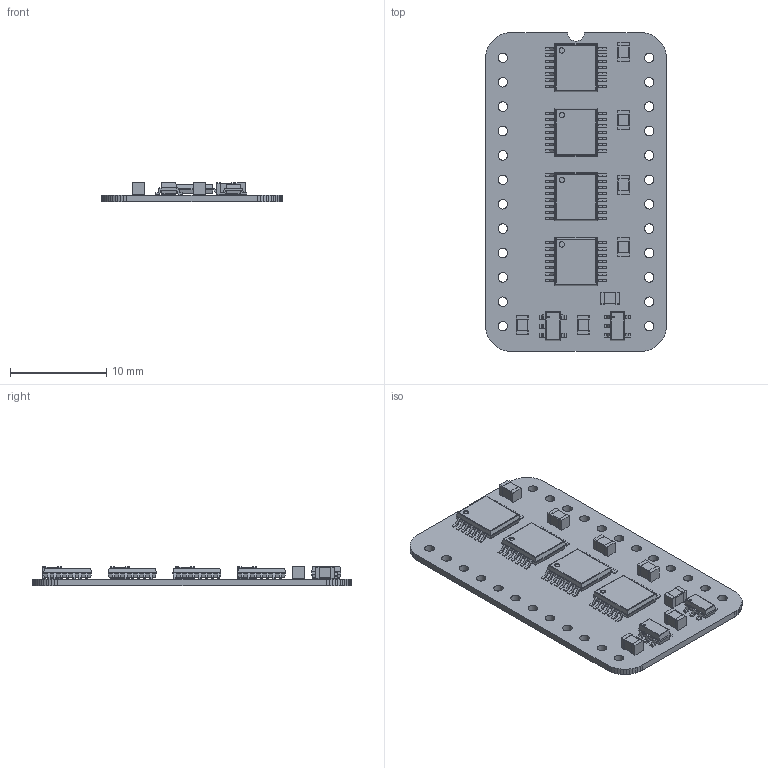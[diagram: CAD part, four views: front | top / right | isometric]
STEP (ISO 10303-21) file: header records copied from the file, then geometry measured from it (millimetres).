
FILE_DESCRIPTION(('KiCad electronic assembly'),'2;1');
FILE_NAME('Video Device RAM Select.step','2024-03-06T20:44:21',('Pcbnew' ),('Kicad'),'Open CASCADE STEP processor 7.6', 'KiCad to STEP converter','Unknown');
FILE_SCHEMA(('AUTOMOTIVE_DESIGN { 1 0 10303 214 1 1 1 1 }'));
Length unit declared in the file: millimetre
Products named in the file (12): Video Device RAM Select 1; C_0805_2012Metric; SOLID; 74LVC74APW,118; COMPOUND; MC74VHC139DR2G; AP7365-33WG-7; M74VHC1G126DTT1G; Video Device RAM Select PCB
Assembly tree (19 placements, depth 3):
  Video Device RAM Select 1
    C_0805_2012Metric  x7
      SOLID
    74LVC74APW,118  x3
      COMPOUND
    MC74VHC139DR2G
      COMPOUND
    AP7365-33WG-7
      COMPOUND
    M74VHC1G126DTT1G
      COMPOUND
    Video Device RAM Select PCB
Bounding box: 18.8 x 33.17 x 2.03 mm (x, y, z)
Volume: 523.7 mm3; surface area: 1744.2 mm2
Topology: 82 solids, 82 shells, 1322 faces, 3318 edges, 2180 vertices
Faces by surface type: plane 956, cylinder 366
Full cylindrical faces by diameter (mm): 0.188 x1, 0.2 x1, 0.55 x4, 1 x24
Entity records: 47749 total; most frequent: CARTESIAN_POINT 9190, DIRECTION 7228, LINE 4860, VECTOR 4860, ORIENTED_EDGE 3736, PCURVE 3736, DEFINITIONAL_REPRESENTATION 3736, EDGE_CURVE 1868
